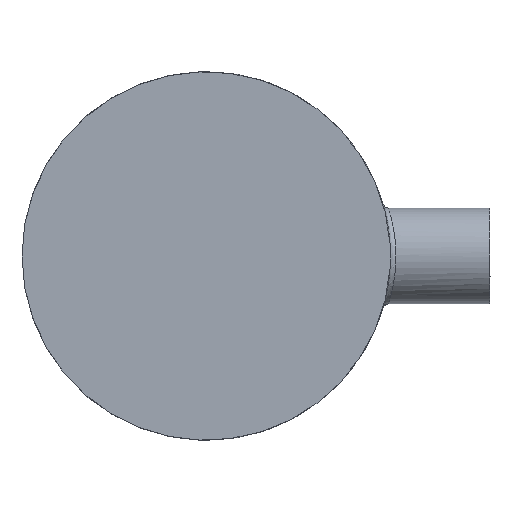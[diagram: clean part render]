
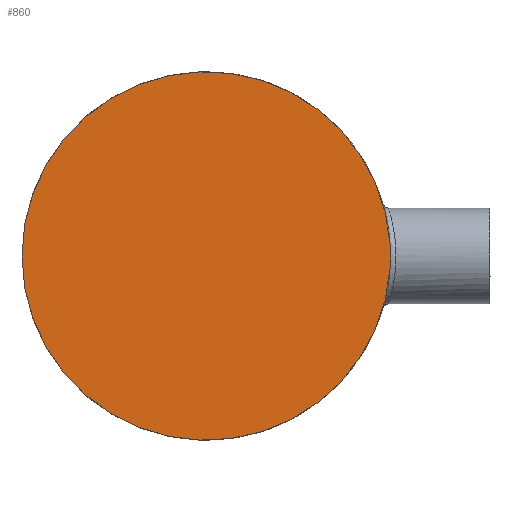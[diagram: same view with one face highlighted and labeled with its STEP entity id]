
A CAD part, front view. The second image highlights one B-rep face of the part: STEP entity #860.
In plain terms, the highlighted planar face has unit normal (0, -1, 0).
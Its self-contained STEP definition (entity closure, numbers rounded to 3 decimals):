
#50=PLANE('',#967);
#108=FACE_OUTER_BOUND('',#169,.T.);
#169=EDGE_LOOP('',(#788,#789,#790));
#176=B_SPLINE_CURVE_WITH_KNOTS('',3,(#1620,#1621,#1622,#1623,#1624,#1625,
#1626,#1627,#1628,#1629,#1630,#1631,#1632,#1633,#1634,#1635,#1636,#1637,
#1638,#1639,#1640,#1641),.UNSPECIFIED.,.F.,.F.,(4,2,2,2,2,2,2,2,2,2,4),
(0.,0.08,0.316,0.353,0.371,
0.385,0.401,0.426,0.478,
0.564,0.755),.UNSPECIFIED.);
#214=CIRCLE('',#877,50.);
#238=CIRCLE('',#919,50.);
#327=VERTEX_POINT('',#1190);
#330=VERTEX_POINT('',#1202);
#335=VERTEX_POINT('',#1619);
#411=EDGE_CURVE('',#330,#327,#214,.T.);
#418=EDGE_CURVE('',#330,#335,#176,.F.);
#493=EDGE_CURVE('',#327,#335,#238,.T.);
#788=ORIENTED_EDGE('',*,*,#411,.F.);
#789=ORIENTED_EDGE('',*,*,#418,.T.);
#790=ORIENTED_EDGE('',*,*,#493,.F.);
#860=ADVANCED_FACE('',(#108),#50,.F.);
#877=AXIS2_PLACEMENT_3D('',#1209,#975,#976);
#919=AXIS2_PLACEMENT_3D('',#2395,#1079,#1080);
#967=AXIS2_PLACEMENT_3D('',#2543,#1185,#1186);
#975=DIRECTION('center_axis',(0.,1.,0.));
#976=DIRECTION('ref_axis',(1.,0.,0.));
#1079=DIRECTION('center_axis',(0.,1.,0.));
#1080=DIRECTION('ref_axis',(1.,0.,0.));
#1185=DIRECTION('center_axis',(0.,1.,0.));
#1186=DIRECTION('ref_axis',(1.,0.,0.));
#1190=CARTESIAN_POINT('',(-50.,0.,0.));
#1202=CARTESIAN_POINT('',(49.865,0.,-3.665));
#1209=CARTESIAN_POINT('Origin',(0.,0.,0.));
#1619=CARTESIAN_POINT('',(49.865,0.,3.665));
#1620=CARTESIAN_POINT('Ctrl Pts',(49.865,0.,
3.665));
#1621=CARTESIAN_POINT('Ctrl Pts',(49.885,0.,
3.398));
#1622=CARTESIAN_POINT('Ctrl Pts',(49.91,0.,
3.1));
#1623=CARTESIAN_POINT('Ctrl Pts',(49.991,0.,
2.152));
#1624=CARTESIAN_POINT('Ctrl Pts',(50.053,0.,
1.436));
#1625=CARTESIAN_POINT('Ctrl Pts',(50.08,0.,
0.526));
#1626=CARTESIAN_POINT('Ctrl Pts',(50.082,0.,
0.403));
#1627=CARTESIAN_POINT('Ctrl Pts',(50.085,0.,
0.22));
#1628=CARTESIAN_POINT('Ctrl Pts',(50.085,0.,
0.16));
#1629=CARTESIAN_POINT('Ctrl Pts',(50.086,0.,
0.053));
#1630=CARTESIAN_POINT('Ctrl Pts',(50.086,0.,
0.006));
#1631=CARTESIAN_POINT('Ctrl Pts',(50.086,0.,
-0.094));
#1632=CARTESIAN_POINT('Ctrl Pts',(50.085,0.,
-0.146));
#1633=CARTESIAN_POINT('Ctrl Pts',(50.084,0.,
-0.283));
#1634=CARTESIAN_POINT('Ctrl Pts',(50.083,0.,
-0.369));
#1635=CARTESIAN_POINT('Ctrl Pts',(50.077,0.,
-0.627));
#1636=CARTESIAN_POINT('Ctrl Pts',(50.072,0.,
-0.798));
#1637=CARTESIAN_POINT('Ctrl Pts',(50.052,0.,
-1.259));
#1638=CARTESIAN_POINT('Ctrl Pts',(50.035,0.,
-1.543));
#1639=CARTESIAN_POINT('Ctrl Pts',(49.968,0.,
-2.468));
#1640=CARTESIAN_POINT('Ctrl Pts',(49.909,0.,
-3.077));
#1641=CARTESIAN_POINT('Ctrl Pts',(49.865,0.,
-3.665));
#2395=CARTESIAN_POINT('Origin',(0.,0.,0.));
#2543=CARTESIAN_POINT('Origin',(0.,0.,0.));
